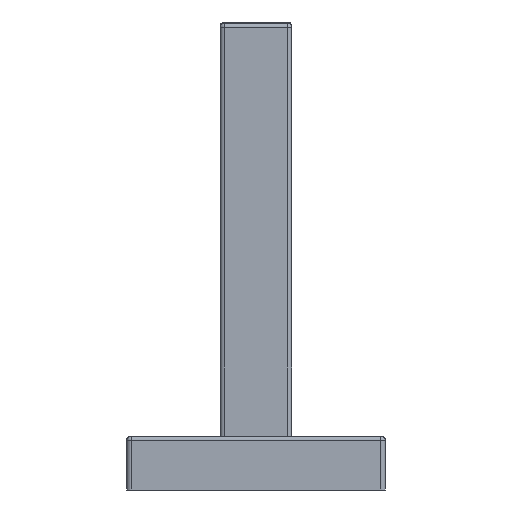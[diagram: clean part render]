
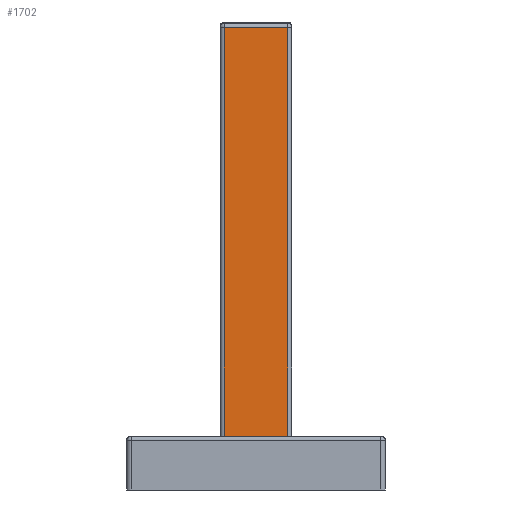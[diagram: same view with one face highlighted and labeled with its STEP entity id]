
A CAD part, left-side view. The second image highlights one B-rep face of the part: STEP entity #1702.
In plain terms, the highlighted planar face has unit normal (-1, 0, 0).
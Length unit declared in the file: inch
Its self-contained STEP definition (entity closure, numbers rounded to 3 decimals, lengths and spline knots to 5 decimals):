
#268=DIRECTION('',(0.,-1.,0.));
#269=VECTOR('',#268,0.44);
#270=CARTESIAN_POINT('',(-0.25,0.22,0.375));
#271=LINE('',#270,#269);
#484=DIRECTION('',(0.,0.,-1.));
#485=VECTOR('',#484,2.845);
#486=CARTESIAN_POINT('',(-0.25,0.22,3.22));
#487=LINE('',#486,#485);
#491=DIRECTION('',(0.,-1.,0.));
#492=VECTOR('',#491,0.44);
#493=CARTESIAN_POINT('',(-0.25,0.22,3.22));
#494=LINE('',#493,#492);
#498=DIRECTION('',(0.,0.,-1.));
#499=VECTOR('',#498,2.845);
#500=CARTESIAN_POINT('',(-0.25,-0.22,3.22));
#501=LINE('',#500,#499);
#1312=CARTESIAN_POINT('',(-0.25,0.22,3.22));
#1313=CARTESIAN_POINT('',(-0.25,-0.22,3.22));
#1314=VERTEX_POINT('',#1312);
#1315=VERTEX_POINT('',#1313);
#1322=CARTESIAN_POINT('',(-0.25,0.22,0.375));
#1323=CARTESIAN_POINT('',(-0.25,-0.22,0.375));
#1324=VERTEX_POINT('',#1322);
#1325=VERTEX_POINT('',#1323);
#1688=CARTESIAN_POINT('',(-0.25,0.25,0.275));
#1689=DIRECTION('',(-1.,0.,0.));
#1690=DIRECTION('',(0.,-1.,0.));
#1691=AXIS2_PLACEMENT_3D('',#1688,#1689,#1690);
#1692=PLANE('',#1691);
#1693=ORIENTED_EDGE('',*,*,#1499,.F.);
#1695=ORIENTED_EDGE('',*,*,#1694,.F.);
#1697=ORIENTED_EDGE('',*,*,#1696,.T.);
#1699=ORIENTED_EDGE('',*,*,#1698,.T.);
#1700=EDGE_LOOP('',(#1693,#1695,#1697,#1699));
#1701=FACE_OUTER_BOUND('',#1700,.F.);
#1499=EDGE_CURVE('',#1324,#1325,#271,.T.);
#1694=EDGE_CURVE('',#1314,#1324,#487,.T.);
#1696=EDGE_CURVE('',#1314,#1315,#494,.T.);
#1698=EDGE_CURVE('',#1315,#1325,#501,.T.);
#1702=ADVANCED_FACE('',(#1701),#1692,.T.);
